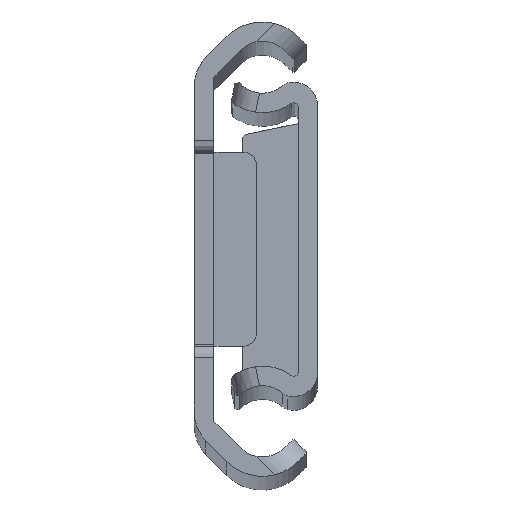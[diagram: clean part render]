
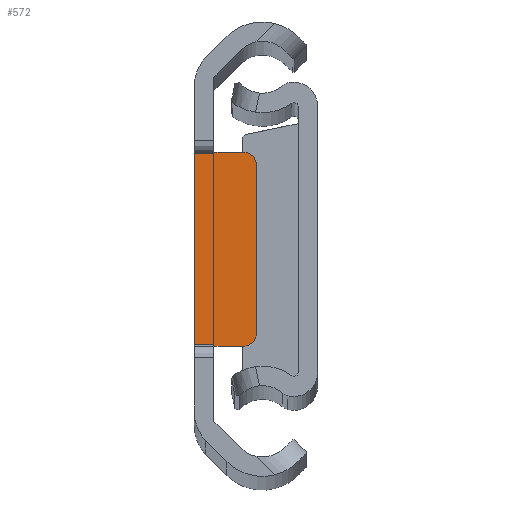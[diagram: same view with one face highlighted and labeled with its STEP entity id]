
A CAD part, top view. The second image highlights one B-rep face of the part: STEP entity #572.
In plain terms, the highlighted planar face has unit normal (0, 0, 1).
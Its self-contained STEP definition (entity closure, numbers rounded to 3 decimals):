
#15 = VERTEX_POINT ( 'NONE', #881 ) ;
#70 = DIRECTION ( 'NONE',  ( 1., 0., 0. ) ) ;
#77 = EDGE_CURVE ( 'NONE', #3400, #15, #3829, .T. ) ;
#341 = DIRECTION ( 'NONE',  ( 0., 0., -1. ) ) ;
#387 = VECTOR ( 'NONE', #2961, 1000. ) ;
#449 = ORIENTED_EDGE ( 'NONE', *, *, #4002, .F. ) ;
#551 = DIRECTION ( 'NONE',  ( 0., 1., 0. ) ) ;
#570 = CARTESIAN_POINT ( 'NONE',  ( 0., 7.5, -2.2 ) ) ;
#572 = ADVANCED_FACE ( 'NONE', ( #3095 ), #1106, .F. ) ;
#586 = LINE ( 'NONE', #5031, #5226 ) ;
#601 = DIRECTION ( 'NONE',  ( 0., 0., 1. ) ) ;
#881 = CARTESIAN_POINT ( 'NONE',  ( 2.3, 7.5, -2.2 ) ) ;
#961 = EDGE_CURVE ( 'NONE', #4490, #5018, #3133, .T. ) ;
#988 = DIRECTION ( 'NONE',  ( 0., 1., 0. ) ) ;
#1024 = DIRECTION ( 'NONE',  ( 1., 0., 0. ) ) ;
#1044 = CARTESIAN_POINT ( 'NONE',  ( -1.5, -7.5, -2.2 ) ) ;
#1079 = VERTEX_POINT ( 'NONE', #3985 ) ;
#1106 = PLANE ( 'NONE',  #2652 ) ;
#1119 = VECTOR ( 'NONE', #1024, 1000. ) ;
#1249 = ORIENTED_EDGE ( 'NONE', *, *, #961, .F. ) ;
#1335 = EDGE_CURVE ( 'NONE', #15, #4480, #3418, .T. ) ;
#1393 = ORIENTED_EDGE ( 'NONE', *, *, #1335, .T. ) ;
#1477 = CARTESIAN_POINT ( 'NONE',  ( -1.5, 7.5, -2.2 ) ) ;
#1523 = CARTESIAN_POINT ( 'NONE',  ( 2.3, -7.5, -2.2 ) ) ;
#1691 = CARTESIAN_POINT ( 'NONE',  ( 3.3, 7.5, -2.2 ) ) ;
#1703 = CARTESIAN_POINT ( 'NONE',  ( -1.5, -7.5, -2.2 ) ) ;
#1722 = DIRECTION ( 'NONE',  ( -1., 0., 0. ) ) ;
#1744 = CARTESIAN_POINT ( 'NONE',  ( 3.3, 6.5, -2.2 ) ) ;
#2116 = EDGE_LOOP ( 'NONE', ( #4465, #4858, #1393, #449, #1249, #4593, #2633, #4942 ) ) ;
#2229 = VECTOR ( 'NONE', #3077, 1000. ) ;
#2328 = DIRECTION ( 'NONE',  ( 0., 1., 0. ) ) ;
#2400 = VECTOR ( 'NONE', #3311, 1000. ) ;
#2556 = CIRCLE ( 'NONE', #4777, 1. ) ;
#2558 = AXIS2_PLACEMENT_3D ( 'NONE', #4246, #4273, #988 ) ;
#2633 = ORIENTED_EDGE ( 'NONE', *, *, #5016, .F. ) ;
#2652 = AXIS2_PLACEMENT_3D ( 'NONE', #5129, #341, #2328 ) ;
#2961 = DIRECTION ( 'NONE',  ( 0., -1., 0. ) ) ;
#3077 = DIRECTION ( 'NONE',  ( 0., 1., 0. ) ) ;
#3095 = FACE_OUTER_BOUND ( 'NONE', #2116, .T. ) ;
#3133 = LINE ( 'NONE', #3960, #2229 ) ;
#3311 = DIRECTION ( 'NONE',  ( -1., 0., 0. ) ) ;
#3400 = VERTEX_POINT ( 'NONE', #1744 ) ;
#3418 = LINE ( 'NONE', #1691, #2400 ) ;
#3699 = LINE ( 'NONE', #1703, #4087 ) ;
#3829 = CIRCLE ( 'NONE', #2558, 1. ) ;
#3960 = CARTESIAN_POINT ( 'NONE',  ( -1.5, 7.5, -2.2 ) ) ;
#3985 = CARTESIAN_POINT ( 'NONE',  ( 3.3, -6.5, -2.2 ) ) ;
#4002 = EDGE_CURVE ( 'NONE', #5018, #4480, #5125, .T. ) ;
#4011 = EDGE_CURVE ( 'NONE', #4587, #1079, #2556, .T. ) ;
#4087 = VECTOR ( 'NONE', #70, 1000. ) ;
#4221 = CARTESIAN_POINT ( 'NONE',  ( -1.5, 7.5, -2.2 ) ) ;
#4232 = CARTESIAN_POINT ( 'NONE',  ( 2.3, -6.5, -2.2 ) ) ;
#4246 = CARTESIAN_POINT ( 'NONE',  ( 2.3, 6.5, -2.2 ) ) ;
#4247 = CARTESIAN_POINT ( 'NONE',  ( 0., -7.5, -2.2 ) ) ;
#4273 = DIRECTION ( 'NONE',  ( 0., 0., 1. ) ) ;
#4424 = EDGE_CURVE ( 'NONE', #4490, #5204, #3699, .T. ) ;
#4465 = ORIENTED_EDGE ( 'NONE', *, *, #4762, .F. ) ;
#4480 = VERTEX_POINT ( 'NONE', #570 ) ;
#4490 = VERTEX_POINT ( 'NONE', #1044 ) ;
#4587 = VERTEX_POINT ( 'NONE', #1523 ) ;
#4593 = ORIENTED_EDGE ( 'NONE', *, *, #4424, .T. ) ;
#4762 = EDGE_CURVE ( 'NONE', #3400, #1079, #5003, .T. ) ;
#4777 = AXIS2_PLACEMENT_3D ( 'NONE', #4232, #601, #551 ) ;
#4858 = ORIENTED_EDGE ( 'NONE', *, *, #77, .T. ) ;
#4942 = ORIENTED_EDGE ( 'NONE', *, *, #4011, .T. ) ;
#4982 = CARTESIAN_POINT ( 'NONE',  ( 3.3, -7.5, -2.2 ) ) ;
#5003 = LINE ( 'NONE', #4982, #387 ) ;
#5016 = EDGE_CURVE ( 'NONE', #4587, #5204, #586, .T. ) ;
#5018 = VERTEX_POINT ( 'NONE', #4221 ) ;
#5031 = CARTESIAN_POINT ( 'NONE',  ( 3.3, -7.5, -2.2 ) ) ;
#5125 = LINE ( 'NONE', #1477, #1119 ) ;
#5129 = CARTESIAN_POINT ( 'NONE',  ( -1.5, 7.5, -2.2 ) ) ;
#5204 = VERTEX_POINT ( 'NONE', #4247 ) ;
#5226 = VECTOR ( 'NONE', #1722, 1000. ) ;
